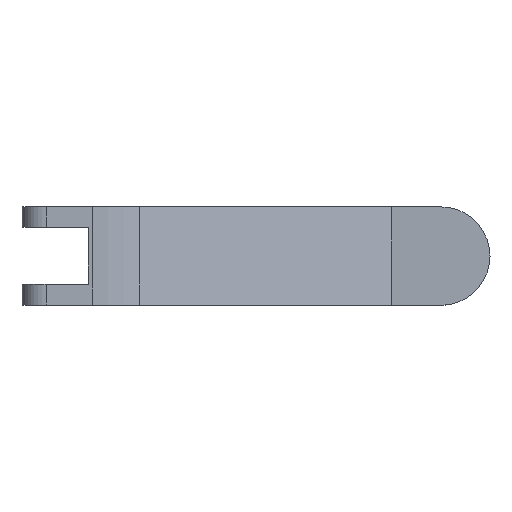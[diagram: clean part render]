
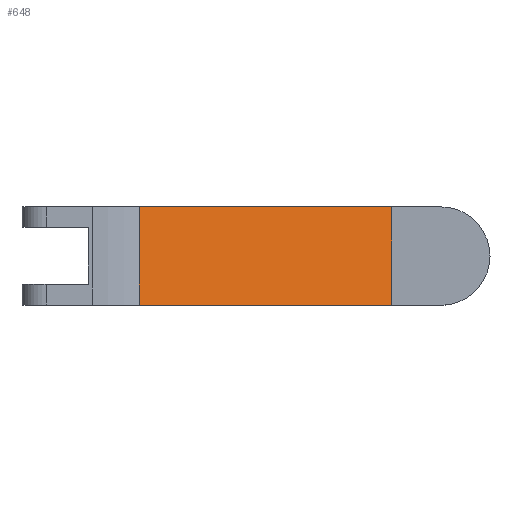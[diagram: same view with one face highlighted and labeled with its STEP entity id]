
A CAD part, top view. The second image highlights one B-rep face of the part: STEP entity #648.
In plain terms, the highlighted planar face has unit normal (0.43, 0, 0.903).
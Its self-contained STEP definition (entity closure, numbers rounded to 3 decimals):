
#485=CARTESIAN_POINT('',(-4.5,-4.5,4.2));
#486=VERTEX_POINT('',#485);
#493=CARTESIAN_POINT('',(-27.547,-4.5,15.183));
#494=VERTEX_POINT('',#493);
#495=CARTESIAN_POINT('',(-27.547,-4.5,15.183));
#496=DIRECTION('',(0.903,0.,-0.43));
#497=VECTOR('',#496,255.3);
#498=LINE('',#495,#497);
#499=EDGE_CURVE('',#494,#486,#498,.T.);
#535=CARTESIAN_POINT('',(-4.5,4.5,4.2));
#536=VERTEX_POINT('',#535);
#537=CARTESIAN_POINT('',(-27.547,4.5,15.183));
#538=VERTEX_POINT('',#537);
#539=CARTESIAN_POINT('',(202.922,4.5,-94.647));
#540=DIRECTION('',(-0.903,0.,0.43));
#541=VECTOR('',#540,255.3);
#542=LINE('',#539,#541);
#543=EDGE_CURVE('',#536,#538,#542,.T.);
#623=CARTESIAN_POINT('',(-27.547,-4.5,15.183));
#624=DIRECTION('',(0.,1.,0.));
#625=VECTOR('',#624,90.);
#626=LINE('',#623,#625);
#627=EDGE_CURVE('',#494,#538,#626,.T.);
#632=CARTESIAN_POINT('',(-16.023,-4.5,9.691));
#633=DIRECTION('',(0.43,0.,0.903));
#634=DIRECTION('',(0.903,0.,-0.43));
#635=AXIS2_PLACEMENT_3D('',#632,#633,#634);
#636=PLANE('',#635);
#637=ORIENTED_EDGE('',*,*,#543,.T.);
#638=ORIENTED_EDGE('',*,*,#627,.F.);
#639=ORIENTED_EDGE('',*,*,#499,.T.);
#640=CARTESIAN_POINT('',(-4.5,-4.5,4.2));
#641=DIRECTION('',(0.,1.,0.));
#642=VECTOR('',#641,90.);
#643=LINE('',#640,#642);
#644=EDGE_CURVE('',#486,#536,#643,.T.);
#645=ORIENTED_EDGE('',*,*,#644,.T.);
#646=EDGE_LOOP('',(#637,#638,#639,#645));
#647=FACE_BOUND('',#646,.T.);
#648=ADVANCED_FACE('',(#647),#636,.T.);
